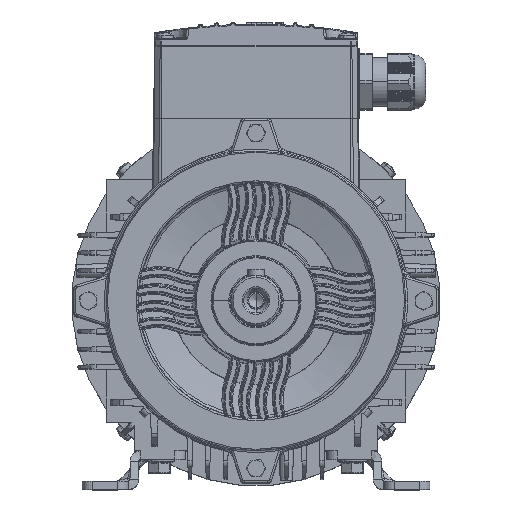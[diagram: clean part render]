
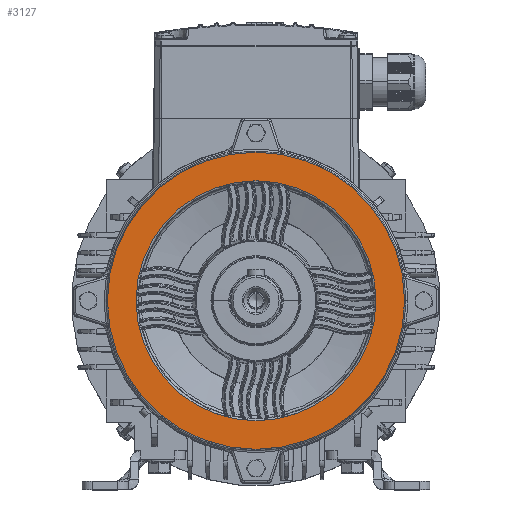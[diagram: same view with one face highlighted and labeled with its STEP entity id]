
A CAD part, top view. The second image highlights one B-rep face of the part: STEP entity #3127.
In plain terms, the highlighted planar face has unit normal (0, 0, 1).
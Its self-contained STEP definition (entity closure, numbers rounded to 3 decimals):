
#3127 = ADVANCED_FACE ( 'NONE', ( #41941, #28041 ), #147461, .F. ) ;
#11600 = AXIS2_PLACEMENT_3D ( 'NONE', #12070, #128453, #33017 ) ;
#12070 = CARTESIAN_POINT ( 'NONE',  ( 0., 0., 198. ) ) ;
#15945 = CARTESIAN_POINT ( 'NONE',  ( 70.922, 0., 198. ) ) ;
#23142 = DIRECTION ( 'NONE',  ( 0., 0., 1. ) ) ;
#27137 = CARTESIAN_POINT ( 'NONE',  ( 57.23, 0., 198. ) ) ;
#28041 = FACE_BOUND ( 'NONE', #91908, .T. ) ;
#33017 = DIRECTION ( 'NONE',  ( 1., 0., 0. ) ) ;
#37125 = ORIENTED_EDGE ( 'NONE', *, *, #104868, .T. ) ;
#40427 = DIRECTION ( 'NONE',  ( 0., 0., -1. ) ) ;
#41941 = FACE_OUTER_BOUND ( 'NONE', #70105, .T. ) ;
#43903 = DIRECTION ( 'NONE',  ( 0., 0., 1. ) ) ;
#49195 = CARTESIAN_POINT ( 'NONE',  ( -57.23, 0., 198. ) ) ;
#53133 = ORIENTED_EDGE ( 'NONE', *, *, #151223, .F. ) ;
#58801 = CARTESIAN_POINT ( 'NONE',  ( -70.922, 0., 198. ) ) ;
#64577 = EDGE_CURVE ( 'NONE', #150363, #121016, #145585, .T. ) ;
#65074 = AXIS2_PLACEMENT_3D ( 'NONE', #150172, #43903, #79601 ) ;
#66783 = VERTEX_POINT ( 'NONE', #58801 ) ;
#70105 = EDGE_LOOP ( 'NONE', ( #37125, #126952 ) ) ;
#75364 = DIRECTION ( 'NONE',  ( -1., 0., 0. ) ) ;
#79601 = DIRECTION ( 'NONE',  ( 1., 0., 0. ) ) ;
#80240 = CARTESIAN_POINT ( 'NONE',  ( 0., 0., 198. ) ) ;
#84948 = CIRCLE ( 'NONE', #65074, 57.23 ) ;
#87095 = EDGE_CURVE ( 'NONE', #66783, #107591, #135618, .T. ) ;
#90271 = AXIS2_PLACEMENT_3D ( 'NONE', #111069, #40427, #75364 ) ;
#91908 = EDGE_LOOP ( 'NONE', ( #140980, #53133 ) ) ;
#93526 = AXIS2_PLACEMENT_3D ( 'NONE', #80240, #127552, #136867 ) ;
#103377 = AXIS2_PLACEMENT_3D ( 'NONE', #129402, #23142, #104606 ) ;
#104606 = DIRECTION ( 'NONE',  ( 1., 0., 0. ) ) ;
#104868 = EDGE_CURVE ( 'NONE', #107591, #66783, #147897, .T. ) ;
#107591 = VERTEX_POINT ( 'NONE', #15945 ) ;
#111069 = CARTESIAN_POINT ( 'NONE',  ( 0., 70.922, 198. ) ) ;
#121016 = VERTEX_POINT ( 'NONE', #49195 ) ;
#126952 = ORIENTED_EDGE ( 'NONE', *, *, #87095, .T. ) ;
#127552 = DIRECTION ( 'NONE',  ( 0., 0., 1. ) ) ;
#128453 = DIRECTION ( 'NONE',  ( 0., 0., 1. ) ) ;
#129402 = CARTESIAN_POINT ( 'NONE',  ( 0., 0., 198. ) ) ;
#135618 = CIRCLE ( 'NONE', #103377, 70.922 ) ;
#136867 = DIRECTION ( 'NONE',  ( 1., 0., 0. ) ) ;
#140980 = ORIENTED_EDGE ( 'NONE', *, *, #64577, .F. ) ;
#145585 = CIRCLE ( 'NONE', #93526, 57.23 ) ;
#147461 = PLANE ( 'NONE',  #90271 ) ;
#147897 = CIRCLE ( 'NONE', #11600, 70.922 ) ;
#150172 = CARTESIAN_POINT ( 'NONE',  ( 0., 0., 198. ) ) ;
#150363 = VERTEX_POINT ( 'NONE', #27137 ) ;
#151223 = EDGE_CURVE ( 'NONE', #121016, #150363, #84948, .T. ) ;
